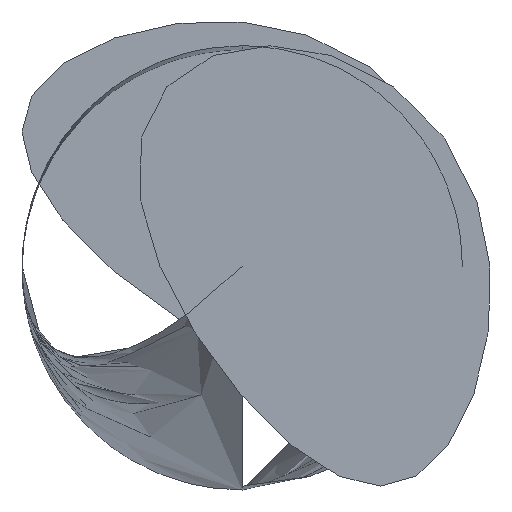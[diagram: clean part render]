
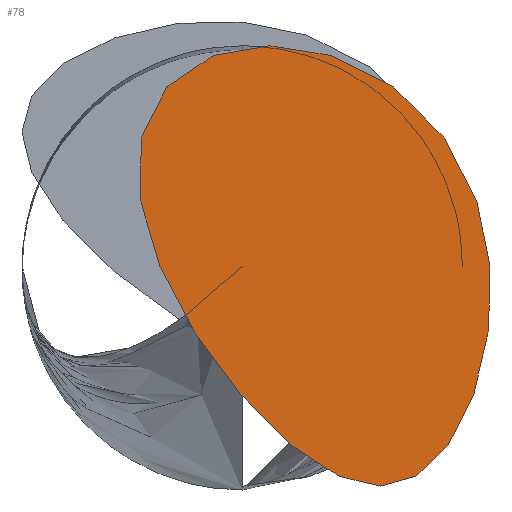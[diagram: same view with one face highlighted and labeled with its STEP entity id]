
A CAD part, top view. The second image highlights one B-rep face of the part: STEP entity #78.
In plain terms, the highlighted free-form (B-spline) face has degree [1, 1] with [2, 2] control points.
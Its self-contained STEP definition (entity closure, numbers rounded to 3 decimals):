
#78 = ADVANCED_FACE('',(#79),#109,.T.);
#79 = FACE_BOUND('',#80,.T.);
#80 = EDGE_LOOP('',(#81));
#81 = ORIENTED_EDGE('',*,*,#82,.T.);
#82 = EDGE_CURVE('',#83,#83,#85,.T.);
#83 = VERTEX_POINT('',#84);
#84 = CARTESIAN_POINT('',(1125.183,0.,
    10000.));
#85 = SURFACE_CURVE('',#86,(#108),.PCURVE_S1.);
#86 = B_SPLINE_CURVE_WITH_KNOTS('',1,(#87,#88,#89,#90,#91,#92,#93,#94,
    #95,#96,#97,#98,#99,#100,#101,#102,#103,#104,#105,#106,#107),
  .UNSPECIFIED.,.T.,.F.,(2,1,1,1,1,1,1,1,1,1,1,1,1,1,1,1,1,1,1,1,2),(
    0.,0.314,0.628,0.942,1.257,
    1.571,1.885,2.199,2.513,
    2.827,3.142,3.456,3.77,
    4.084,4.398,4.712,5.027,
    5.341,5.655,5.969,6.283),
  .PIECEWISE_BEZIER_KNOTS.);
#87 = CARTESIAN_POINT('',(1125.183,0.,
    10000.));
#88 = CARTESIAN_POINT('',(1065.412,293.812,10000.));
#89 = CARTESIAN_POINT('',(919.067,581.109,10000.));
#90 = CARTESIAN_POINT('',(686.349,813.826,10000.));
#91 = CARTESIAN_POINT('',(403.361,955.863,10000.));
#92 = CARTESIAN_POINT('',(125.183,1000.,10000.));
#93 = CARTESIAN_POINT('',(-130.894,955.863,10000.));
#94 = CARTESIAN_POINT('',(-342.759,813.826,10000.));
#95 = CARTESIAN_POINT('',(-458.947,581.109,10000.));
#96 = CARTESIAN_POINT('',(-461.434,293.812,10000.));
#97 = CARTESIAN_POINT('',(-374.083,0.,10000.)
  );
#98 = CARTESIAN_POINT('',(-220.56,-293.812,10000.));
#99 = CARTESIAN_POINT('',(-10.095,-581.109,10000.));
#100 = CARTESIAN_POINT('',(222.622,-813.826,10000.));
#101 = CARTESIAN_POINT('',(441.491,-955.863,10000.));
#102 = CARTESIAN_POINT('',(625.917,-1000.,10000.));
#103 = CARTESIAN_POINT('',(788.242,-955.863,10000.));
#104 = CARTESIAN_POINT('',(935.987,-813.826,10000.));
#105 = CARTESIAN_POINT('',(1052.176,-581.109,10000.)
  );
#106 = CARTESIAN_POINT('',(1118.782,-293.812,10000.)
  );
#107 = CARTESIAN_POINT('',(1125.183,0.,
    10000.));
#108 = PCURVE('',#109,#114);
#109 = B_SPLINE_SURFACE_WITH_KNOTS('',1,1,(
    (#110,#111)
    ,(#112,#113
    )),.UNSPECIFIED.,.F.,.F.,.F.,(2,2),(2,2),(-1500.,1500.),(
    -1500.,1500.),.PIECEWISE_BEZIER_KNOTS.);
#110 = CARTESIAN_POINT('',(2.2,-1500.,10000.));
#111 = CARTESIAN_POINT('',(-1500.,1500.,10000.));
#112 = CARTESIAN_POINT('',(1500.,-1500.,10000.));
#113 = CARTESIAN_POINT('',(1500.,1500.,10000.));
#114 = DEFINITIONAL_REPRESENTATION('',(#115),#125);
#115 = ( BOUNDED_CURVE() B_SPLINE_CURVE(2,(#116,#117,#118,#119,#120,#121
,#122,#123,#124),.UNSPECIFIED.,.F.,.F.) B_SPLINE_CURVE_WITH_KNOTS((1,2,2
    ,2,2,2,1),(-1.571,0.,1.571,3.142,
4.712,6.283,7.854),.UNSPECIFIED.) CURVE() 
GEOMETRIC_REPRESENTATION_ITEM() RATIONAL_B_SPLINE_CURVE((1.,
    0.707,1.,0.707,1.,0.707,1.,0.707
,1.)) REPRESENTATION_ITEM('') );
#116 = CARTESIAN_POINT('',(1000.,0.));
#117 = CARTESIAN_POINT('',(1000.,1000.));
#118 = CARTESIAN_POINT('',(0.,1000.));
#119 = CARTESIAN_POINT('',(-1000.,1000.));
#120 = CARTESIAN_POINT('',(-1000.,0.));
#121 = CARTESIAN_POINT('',(-1000.,-1000.));
#122 = CARTESIAN_POINT('',(0.,-1000.));
#123 = CARTESIAN_POINT('',(1000.,-1000.));
#124 = CARTESIAN_POINT('',(1000.,0.));
#125 = ( GEOMETRIC_REPRESENTATION_CONTEXT(2) 
PARAMETRIC_REPRESENTATION_CONTEXT() REPRESENTATION_CONTEXT('2D SPACE',''
  ) );
